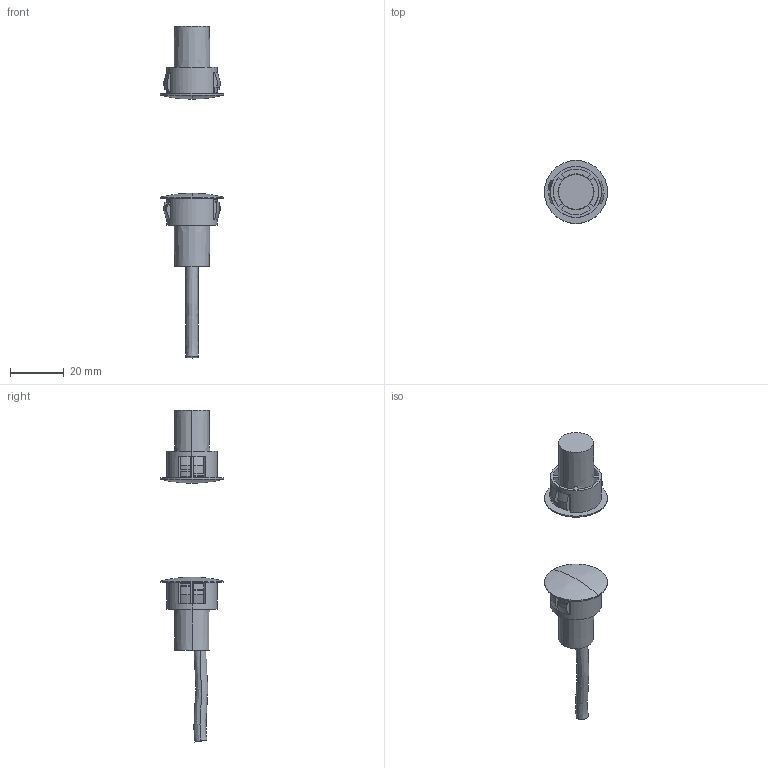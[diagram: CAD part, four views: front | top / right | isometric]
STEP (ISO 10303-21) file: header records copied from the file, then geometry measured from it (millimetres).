
FILE_DESCRIPTION (( 'STEP AP214' ), '1' );
FILE_NAME ('MS916_CLW2.step', '2021-07-29T14:42:16', ( '' ), ( '' ), 'SwSTEP 2.0', 'SolidWorks 2020', '' );
FILE_SCHEMA (( 'AUTOMOTIVE_DESIGN' ));
Length unit declared in the file: millimetre
Products named in the file (3): MS916-1; MS916-2; MS916_CLW2
Assembly tree (2 placements, depth 2):
  MS916_CLW2
    MS916-2
    MS916-1
Bounding box: 23.5 x 23.5 x 123.77 mm (x, y, z)
Volume: 7981.8 mm3; surface area: 7974 mm2
Topology: 2 solids, 4 shells, 164 faces, 464 edges, 304 vertices
Faces by surface type: plane 100, cylinder 42, cone 16, sphere 4, bspline 2
Entity records: 5650 total; most frequent: CARTESIAN_POINT 1186, DIRECTION 942, ORIENTED_EDGE 926, EDGE_CURVE 463, AXIS2_PLACEMENT_3D 346, VERTEX_POINT 304, LINE 250, VECTOR 250
